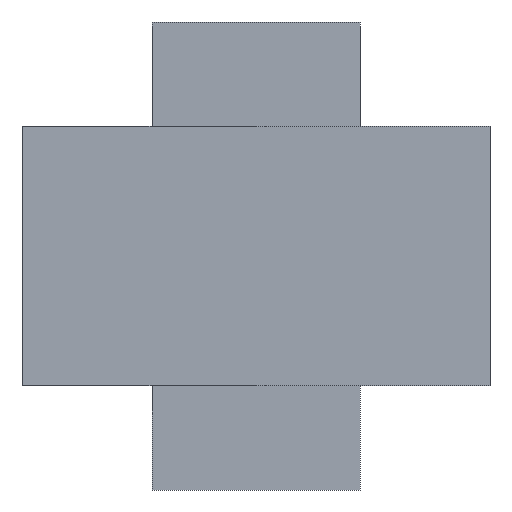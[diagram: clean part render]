
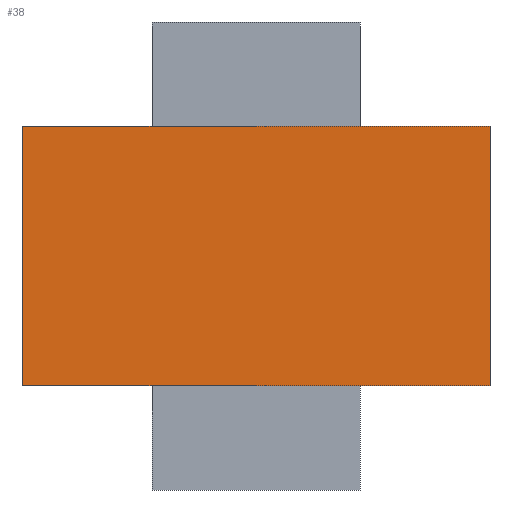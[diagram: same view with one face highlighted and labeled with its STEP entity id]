
A CAD part, front view. The second image highlights one B-rep face of the part: STEP entity #38.
In plain terms, the highlighted planar face has unit normal (0, -1, 0).
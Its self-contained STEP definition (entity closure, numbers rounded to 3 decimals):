
#9 = VERTEX_POINT ( 'NONE', #485 ) ;
#13 = EDGE_CURVE ( 'NONE', #163, #9, #489, .T. ) ;
#14 = LINE ( 'NONE', #461, #416 ) ;
#38 = ADVANCED_FACE ( 'NONE', ( #557 ), #504, .F. ) ;
#45 = VECTOR ( 'NONE', #492, 1000. ) ;
#55 = EDGE_CURVE ( 'NONE', #127, #289, #481, .T. ) ;
#69 = ORIENTED_EDGE ( 'NONE', *, *, #13, .T. ) ;
#72 = EDGE_CURVE ( 'NONE', #163, #127, #14, .T. ) ;
#127 = VERTEX_POINT ( 'NONE', #273 ) ;
#141 = CARTESIAN_POINT ( 'NONE',  ( 4.5, 0., 2.5 ) ) ;
#158 = DIRECTION ( 'NONE',  ( -1., 0., 0. ) ) ;
#163 = VERTEX_POINT ( 'NONE', #454 ) ;
#203 = DIRECTION ( 'NONE',  ( 0., 0., 1. ) ) ;
#204 = LINE ( 'NONE', #449, #45 ) ;
#245 = CARTESIAN_POINT ( 'NONE',  ( 4.5, 0., 2.5 ) ) ;
#246 = AXIS2_PLACEMENT_3D ( 'NONE', #245, #548, #203 ) ;
#247 = ORIENTED_EDGE ( 'NONE', *, *, #309, .T. ) ;
#273 = CARTESIAN_POINT ( 'NONE',  ( 4.5, 0., -2.5 ) ) ;
#289 = VERTEX_POINT ( 'NONE', #559 ) ;
#309 = EDGE_CURVE ( 'NONE', #9, #289, #204, .T. ) ;
#331 = DIRECTION ( 'NONE',  ( 0., 0., -1. ) ) ;
#359 = DIRECTION ( 'NONE',  ( -1., 0., 0. ) ) ;
#375 = CARTESIAN_POINT ( 'NONE',  ( 4.5, 0., -2.5 ) ) ;
#376 = VECTOR ( 'NONE', #359, 1000. ) ;
#416 = VECTOR ( 'NONE', #331, 1000. ) ;
#435 = ORIENTED_EDGE ( 'NONE', *, *, #55, .F. ) ;
#437 = VECTOR ( 'NONE', #158, 1000. ) ;
#449 = CARTESIAN_POINT ( 'NONE',  ( -4.5, 0., 2.5 ) ) ;
#454 = CARTESIAN_POINT ( 'NONE',  ( 4.5, 0., 2.5 ) ) ;
#457 = EDGE_LOOP ( 'NONE', ( #247, #435, #514, #69 ) ) ;
#461 = CARTESIAN_POINT ( 'NONE',  ( 4.5, 0., 2.5 ) ) ;
#481 = LINE ( 'NONE', #375, #437 ) ;
#485 = CARTESIAN_POINT ( 'NONE',  ( -4.5, 0., 2.5 ) ) ;
#489 = LINE ( 'NONE', #141, #376 ) ;
#492 = DIRECTION ( 'NONE',  ( 0., 0., -1. ) ) ;
#504 = PLANE ( 'NONE',  #246 ) ;
#514 = ORIENTED_EDGE ( 'NONE', *, *, #72, .F. ) ;
#548 = DIRECTION ( 'NONE',  ( 0., 1., 0. ) ) ;
#557 = FACE_OUTER_BOUND ( 'NONE', #457, .T. ) ;
#559 = CARTESIAN_POINT ( 'NONE',  ( -4.5, 0., -2.5 ) ) ;
